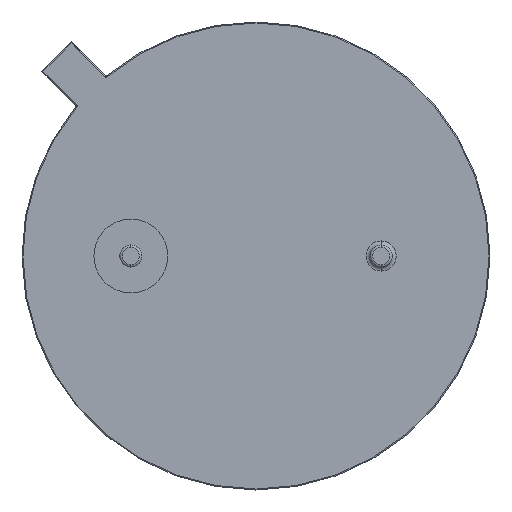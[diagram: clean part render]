
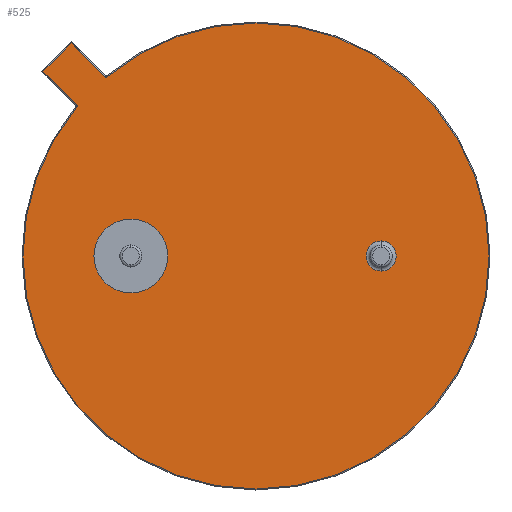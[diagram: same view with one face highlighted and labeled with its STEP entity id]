
A CAD part, front view. The second image highlights one B-rep face of the part: STEP entity #525.
In plain terms, the highlighted planar face has unit normal (0, -1, 0).
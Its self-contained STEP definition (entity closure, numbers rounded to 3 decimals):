
#15 = DIRECTION ( 'NONE',  ( 0., 0., 1. ) ) ;
#29 = VECTOR ( 'NONE', #2062, 1000. ) ;
#33 = CARTESIAN_POINT ( 'NONE',  ( -3.018, 0., 3.642 ) ) ;
#44 = AXIS2_PLACEMENT_3D ( 'NONE', #1556, #249, #605 ) ;
#49 = CARTESIAN_POINT ( 'NONE',  ( -2.54, 0., 0. ) ) ;
#62 = ORIENTED_EDGE ( 'NONE', *, *, #1889, .T. ) ;
#117 = VERTEX_POINT ( 'NONE', #1282 ) ;
#177 = CARTESIAN_POINT ( 'NONE',  ( 2.54, 0., -0.305 ) ) ;
#186 = AXIS2_PLACEMENT_3D ( 'NONE', #2025, #731, #1831 ) ;
#249 = DIRECTION ( 'NONE',  ( 0., -1., 0. ) ) ;
#353 = VERTEX_POINT ( 'NONE', #177 ) ;
#356 = EDGE_CURVE ( 'NONE', #1944, #117, #1258, .T. ) ;
#376 = AXIS2_PLACEMENT_3D ( 'NONE', #1720, #481, #490 ) ;
#389 = CIRCLE ( 'NONE', #534, 0.305 ) ;
#412 = CIRCLE ( 'NONE', #1371, 0.75 ) ;
#460 = CIRCLE ( 'NONE', #834, 4.73 ) ;
#481 = DIRECTION ( 'NONE',  ( 0., -1., 0. ) ) ;
#486 = DIRECTION ( 'NONE',  ( 0., 0., 1. ) ) ;
#490 = DIRECTION ( 'NONE',  ( 0., 0., 1. ) ) ;
#492 = EDGE_CURVE ( 'NONE', #1106, #1021, #1089, .T. ) ;
#525 = ADVANCED_FACE ( 'NONE', ( #1404, #1714, #1727 ), #1554, .F. ) ;
#534 = AXIS2_PLACEMENT_3D ( 'NONE', #1399, #1868, #562 ) ;
#542 = AXIS2_PLACEMENT_3D ( 'NONE', #1260, #917, #1565 ) ;
#554 = ORIENTED_EDGE ( 'NONE', *, *, #1864, .T. ) ;
#559 = EDGE_CURVE ( 'NONE', #1687, #2087, #1413, .T. ) ;
#562 = DIRECTION ( 'NONE',  ( 0., 0., 1. ) ) ;
#601 = ORIENTED_EDGE ( 'NONE', *, *, #941, .T. ) ;
#605 = DIRECTION ( 'NONE',  ( 0., 0., 1. ) ) ;
#622 = CARTESIAN_POINT ( 'NONE',  ( -3.673, 0., 3.044 ) ) ;
#634 = ORIENTED_EDGE ( 'NONE', *, *, #356, .F. ) ;
#649 = CARTESIAN_POINT ( 'NONE',  ( 0., 0., 4.73 ) ) ;
#655 = CARTESIAN_POINT ( 'NONE',  ( -3.645, 0., 3.072 ) ) ;
#657 = EDGE_CURVE ( 'NONE', #1021, #1060, #1131, .T. ) ;
#659 = ORIENTED_EDGE ( 'NONE', *, *, #1346, .T. ) ;
#678 = EDGE_CURVE ( 'NONE', #117, #1944, #412, .T. ) ;
#693 = VERTEX_POINT ( 'NONE', #1192 ) ;
#703 = DIRECTION ( 'NONE',  ( 0., -1., 0. ) ) ;
#705 = EDGE_LOOP ( 'NONE', ( #554, #62 ) ) ;
#731 = DIRECTION ( 'NONE',  ( 0., -1., 0. ) ) ;
#764 = CARTESIAN_POINT ( 'NONE',  ( -3.072, 0., 3.645 ) ) ;
#768 = DIRECTION ( 'NONE',  ( 0., 1., 0. ) ) ;
#776 = CARTESIAN_POINT ( 'NONE',  ( -3.642, 0., 3.018 ) ) ;
#798 = ORIENTED_EDGE ( 'NONE', *, *, #492, .T. ) ;
#820 = DIRECTION ( 'NONE',  ( 0., -1., 0. ) ) ;
#834 = AXIS2_PLACEMENT_3D ( 'NONE', #979, #820, #15 ) ;
#891 = VERTEX_POINT ( 'NONE', #776 ) ;
#917 = DIRECTION ( 'NONE',  ( 0., 1., 0. ) ) ;
#936 = ORIENTED_EDGE ( 'NONE', *, *, #559, .T. ) ;
#941 = EDGE_CURVE ( 'NONE', #945, #1687, #1241, .T. ) ;
#945 = VERTEX_POINT ( 'NONE', #1634 ) ;
#979 = CARTESIAN_POINT ( 'NONE',  ( 0., 0., 0. ) ) ;
#991 = LINE ( 'NONE', #1636, #1882 ) ;
#1021 = VERTEX_POINT ( 'NONE', #1802 ) ;
#1030 = ORIENTED_EDGE ( 'NONE', *, *, #678, .F. ) ;
#1051 = EDGE_LOOP ( 'NONE', ( #634, #1030 ) ) ;
#1060 = VERTEX_POINT ( 'NONE', #655 ) ;
#1081 = CIRCLE ( 'NONE', #1283, 0.04 ) ;
#1083 = CARTESIAN_POINT ( 'NONE',  ( 2.54, 0., 0. ) ) ;
#1086 = DIRECTION ( 'NONE',  ( 0., 0., 1. ) ) ;
#1088 = EDGE_LOOP ( 'NONE', ( #1911, #659, #601, #936, #1274, #1185, #798, #1695 ) ) ;
#1089 = LINE ( 'NONE', #1122, #29 ) ;
#1106 = VERTEX_POINT ( 'NONE', #1205 ) ;
#1122 = CARTESIAN_POINT ( 'NONE',  ( -4.038, 0., 4.038 ) ) ;
#1131 = LINE ( 'NONE', #1499, #1136 ) ;
#1136 = VECTOR ( 'NONE', #1511, 1000. ) ;
#1165 = DIRECTION ( 'NONE',  ( -0.707, 0., 0.707 ) ) ;
#1185 = ORIENTED_EDGE ( 'NONE', *, *, #2079, .T. ) ;
#1192 = CARTESIAN_POINT ( 'NONE',  ( 2.54, 0., 0.305 ) ) ;
#1205 = CARTESIAN_POINT ( 'NONE',  ( -3.752, 0., 4.325 ) ) ;
#1208 = DIRECTION ( 'NONE',  ( 0., 0., 1. ) ) ;
#1223 = EDGE_CURVE ( 'NONE', #1266, #2087, #1546, .T. ) ;
#1241 = CIRCLE ( 'NONE', #376, 4.73 ) ;
#1258 = CIRCLE ( 'NONE', #186, 0.75 ) ;
#1260 = CARTESIAN_POINT ( 'NONE',  ( 0., 0., 0. ) ) ;
#1266 = VERTEX_POINT ( 'NONE', #764 ) ;
#1274 = ORIENTED_EDGE ( 'NONE', *, *, #1223, .F. ) ;
#1282 = CARTESIAN_POINT ( 'NONE',  ( -2.54, 0., -0.75 ) ) ;
#1283 = AXIS2_PLACEMENT_3D ( 'NONE', #622, #1901, #1086 ) ;
#1320 = DIRECTION ( 'NONE',  ( 0., -1., 0. ) ) ;
#1346 = EDGE_CURVE ( 'NONE', #891, #945, #460, .T. ) ;
#1362 = DIRECTION ( 'NONE',  ( 0., 0., 1. ) ) ;
#1371 = AXIS2_PLACEMENT_3D ( 'NONE', #49, #703, #1362 ) ;
#1399 = CARTESIAN_POINT ( 'NONE',  ( 2.54, 0., 0. ) ) ;
#1404 = FACE_BOUND ( 'NONE', #705, .T. ) ;
#1413 = CIRCLE ( 'NONE', #1666, 4.73 ) ;
#1490 = CARTESIAN_POINT ( 'NONE',  ( 0., 0., 0. ) ) ;
#1499 = CARTESIAN_POINT ( 'NONE',  ( -0.286, 0., -0.286 ) ) ;
#1511 = DIRECTION ( 'NONE',  ( 0.707, 0., -0.707 ) ) ;
#1538 = EDGE_CURVE ( 'NONE', #891, #1060, #1081, .T. ) ;
#1546 = CIRCLE ( 'NONE', #44, 0.04 ) ;
#1554 = PLANE ( 'NONE',  #542 ) ;
#1556 = CARTESIAN_POINT ( 'NONE',  ( -3.044, 0., 3.673 ) ) ;
#1565 = DIRECTION ( 'NONE',  ( 0., 0., 1. ) ) ;
#1634 = CARTESIAN_POINT ( 'NONE',  ( 0., 0., -4.73 ) ) ;
#1636 = CARTESIAN_POINT ( 'NONE',  ( -3.766, 0., 4.339 ) ) ;
#1666 = AXIS2_PLACEMENT_3D ( 'NONE', #1490, #1320, #486 ) ;
#1687 = VERTEX_POINT ( 'NONE', #649 ) ;
#1695 = ORIENTED_EDGE ( 'NONE', *, *, #657, .T. ) ;
#1714 = FACE_BOUND ( 'NONE', #1051, .T. ) ;
#1716 = CIRCLE ( 'NONE', #1981, 0.305 ) ;
#1720 = CARTESIAN_POINT ( 'NONE',  ( 0., 0., 0. ) ) ;
#1727 = FACE_OUTER_BOUND ( 'NONE', #1088, .T. ) ;
#1769 = CARTESIAN_POINT ( 'NONE',  ( -2.54, 0., 0.75 ) ) ;
#1802 = CARTESIAN_POINT ( 'NONE',  ( -4.325, 0., 3.752 ) ) ;
#1831 = DIRECTION ( 'NONE',  ( 0., 0., 1. ) ) ;
#1864 = EDGE_CURVE ( 'NONE', #693, #353, #389, .T. ) ;
#1868 = DIRECTION ( 'NONE',  ( 0., 1., 0. ) ) ;
#1882 = VECTOR ( 'NONE', #1165, 1000. ) ;
#1889 = EDGE_CURVE ( 'NONE', #353, #693, #1716, .T. ) ;
#1901 = DIRECTION ( 'NONE',  ( 0., -1., 0. ) ) ;
#1911 = ORIENTED_EDGE ( 'NONE', *, *, #1538, .F. ) ;
#1944 = VERTEX_POINT ( 'NONE', #1769 ) ;
#1981 = AXIS2_PLACEMENT_3D ( 'NONE', #1083, #768, #1208 ) ;
#2025 = CARTESIAN_POINT ( 'NONE',  ( -2.54, 0., 0. ) ) ;
#2062 = DIRECTION ( 'NONE',  ( -0.707, 0., -0.707 ) ) ;
#2079 = EDGE_CURVE ( 'NONE', #1266, #1106, #991, .T. ) ;
#2087 = VERTEX_POINT ( 'NONE', #33 ) ;
